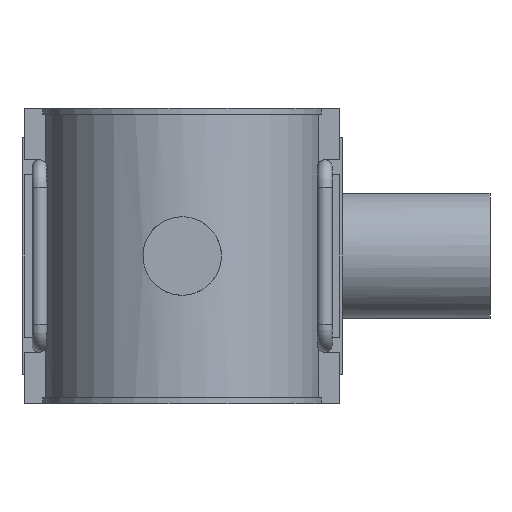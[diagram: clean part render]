
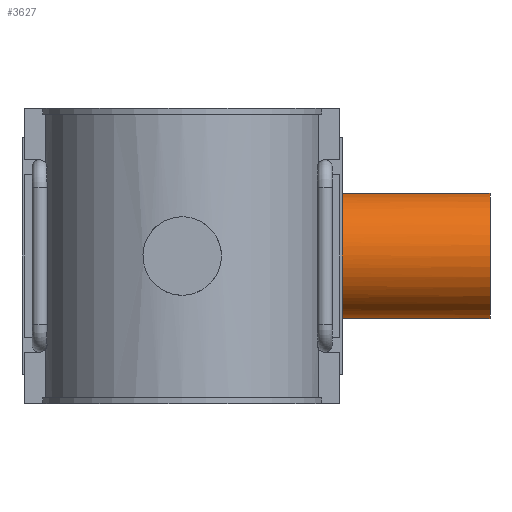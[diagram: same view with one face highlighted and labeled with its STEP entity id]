
A CAD part, front view. The second image highlights one B-rep face of the part: STEP entity #3627.
In plain terms, the highlighted cylindrical face has radius 25 mm (diameter 50 mm), a full revolution.
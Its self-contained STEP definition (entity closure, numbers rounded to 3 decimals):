
#669=FACE_BOUND('',#1115,.T.);
#727=B_SPLINE_CURVE_WITH_KNOTS('',3,(#5397,#5398,#5399,#5400,#5401,#5402,
#5403,#5404,#5405,#5406,#5407,#5408,#5409,#5410,#5411,#5412,#5413,#5414,
#5415,#5416,#5417,#5418,#5419,#5420,#5421,#5422,#5423,#5424,#5425,#5426,
#5427,#5428,#5429,#5430,#5431,#5432,#5433,#5434,#5435,#5436,#5437,#5438,
#5439,#5440,#5441,#5442,#5443,#5444,#5445,#5446,#5447,#5448,#5449,#5450,
#5451,#5452,#5453,#5454,#5455,#5456,#5457,#5458,#5459,#5460,#5461,#5462,
#5463,#5464,#5465,#5466,#5467,#5468,#5469,#5470),.UNSPECIFIED.,.T.,.F.,
(4,2,2,2,2,2,2,2,2,2,2,2,2,2,2,2,2,2,2,2,2,2,2,2,2,2,2,2,2,2,2,2,2,2,2,
2,4),(0.,0.283,0.566,1.132,1.697,
2.263,2.773,3.282,3.791,4.3,
4.81,5.319,5.828,6.337,6.903,
7.469,8.035,8.318,8.601,8.884,
9.166,9.732,10.298,10.864,11.373,
11.882,12.392,12.901,13.41,13.919,
14.429,14.938,15.504,16.07,16.635,
16.918,17.201),.UNSPECIFIED.);
#825=CYLINDRICAL_SURFACE('',#3859,25.);
#883=FACE_OUTER_BOUND('',#1114,.T.);
#1114=EDGE_LOOP('',(#2416));
#1115=EDGE_LOOP('',(#2417));
#1396=CIRCLE('',#3860,25.);
#1527=VERTEX_POINT('',#5394);
#1528=VERTEX_POINT('',#5396);
#1881=EDGE_CURVE('',#1527,#1527,#1396,.T.);
#1882=EDGE_CURVE('',#1528,#1528,#727,.T.);
#2416=ORIENTED_EDGE('',*,*,#1881,.F.);
#2417=ORIENTED_EDGE('',*,*,#1882,.F.);
#3627=ADVANCED_FACE('',(#883,#669),#825,.T.);
#3859=AXIS2_PLACEMENT_3D('',#5393,#4209,#4210);
#3860=AXIS2_PLACEMENT_3D('',#5395,#4211,#4212);
#4209=DIRECTION('center_axis',(1.,0.,0.));
#4210=DIRECTION('ref_axis',(0.,1.,0.));
#4211=DIRECTION('center_axis',(1.,0.,0.));
#4212=DIRECTION('ref_axis',(0.,0.,-1.));
#5393=CARTESIAN_POINT('Origin',(61.5,109.,0.));
#5394=CARTESIAN_POINT('',(123.,134.,0.));
#5395=CARTESIAN_POINT('Origin',(123.,109.,0.));
#5396=CARTESIAN_POINT('',(9.586,109.,-25.));
#5397=CARTESIAN_POINT('Ctrl Pts',(9.586,109.,-25.));
#5398=CARTESIAN_POINT('Ctrl Pts',(9.586,108.057,-25.));
#5399=CARTESIAN_POINT('Ctrl Pts',(9.725,107.169,-24.948));
#5400=CARTESIAN_POINT('Ctrl Pts',(10.185,105.463,-24.763));
#5401=CARTESIAN_POINT('Ctrl Pts',(10.506,104.645,-24.631));
#5402=CARTESIAN_POINT('Ctrl Pts',(11.639,102.252,-24.127));
#5403=CARTESIAN_POINT('Ctrl Pts',(12.614,100.738,-23.649));
#5404=CARTESIAN_POINT('Ctrl Pts',(14.711,97.794,-22.405));
#5405=CARTESIAN_POINT('Ctrl Pts',(15.833,96.377,-21.639));
#5406=CARTESIAN_POINT('Ctrl Pts',(18.034,93.707,-19.842));
#5407=CARTESIAN_POINT('Ctrl Pts',(19.114,92.455,-18.81));
#5408=CARTESIAN_POINT('Ctrl Pts',(21.006,90.303,-16.658));
#5409=CARTESIAN_POINT('Ctrl Pts',(21.894,89.313,-15.489));
#5410=CARTESIAN_POINT('Ctrl Pts',(23.52,87.519,-12.886));
#5411=CARTESIAN_POINT('Ctrl Pts',(24.258,86.715,-11.452));
#5412=CARTESIAN_POINT('Ctrl Pts',(25.479,85.392,-8.393));
#5413=CARTESIAN_POINT('Ctrl Pts',(25.963,84.872,-6.764));
#5414=CARTESIAN_POINT('Ctrl Pts',(26.611,84.176,-3.416));
#5415=CARTESIAN_POINT('Ctrl Pts',(26.775,84.,-1.698));
#5416=CARTESIAN_POINT('Ctrl Pts',(26.775,84.,1.698));
#5417=CARTESIAN_POINT('Ctrl Pts',(26.611,84.176,3.416));
#5418=CARTESIAN_POINT('Ctrl Pts',(25.963,84.872,6.764));
#5419=CARTESIAN_POINT('Ctrl Pts',(25.479,85.392,8.393));
#5420=CARTESIAN_POINT('Ctrl Pts',(24.258,86.715,11.452));
#5421=CARTESIAN_POINT('Ctrl Pts',(23.52,87.519,12.886));
#5422=CARTESIAN_POINT('Ctrl Pts',(21.894,89.313,15.489));
#5423=CARTESIAN_POINT('Ctrl Pts',(21.006,90.303,16.658));
#5424=CARTESIAN_POINT('Ctrl Pts',(19.114,92.455,18.81));
#5425=CARTESIAN_POINT('Ctrl Pts',(18.034,93.707,19.842));
#5426=CARTESIAN_POINT('Ctrl Pts',(15.833,96.377,21.639));
#5427=CARTESIAN_POINT('Ctrl Pts',(14.711,97.794,22.405));
#5428=CARTESIAN_POINT('Ctrl Pts',(12.614,100.738,23.649));
#5429=CARTESIAN_POINT('Ctrl Pts',(11.639,102.252,24.127));
#5430=CARTESIAN_POINT('Ctrl Pts',(10.506,104.645,24.631));
#5431=CARTESIAN_POINT('Ctrl Pts',(10.185,105.463,24.763));
#5432=CARTESIAN_POINT('Ctrl Pts',(9.725,107.169,24.948));
#5433=CARTESIAN_POINT('Ctrl Pts',(9.586,108.057,25.));
#5434=CARTESIAN_POINT('Ctrl Pts',(9.586,109.943,25.));
#5435=CARTESIAN_POINT('Ctrl Pts',(9.725,110.831,24.948));
#5436=CARTESIAN_POINT('Ctrl Pts',(10.185,112.537,24.763));
#5437=CARTESIAN_POINT('Ctrl Pts',(10.506,113.355,24.631));
#5438=CARTESIAN_POINT('Ctrl Pts',(11.639,115.748,24.127));
#5439=CARTESIAN_POINT('Ctrl Pts',(12.614,117.262,23.649));
#5440=CARTESIAN_POINT('Ctrl Pts',(14.711,120.206,22.405));
#5441=CARTESIAN_POINT('Ctrl Pts',(15.833,121.623,21.639));
#5442=CARTESIAN_POINT('Ctrl Pts',(18.034,124.293,19.842));
#5443=CARTESIAN_POINT('Ctrl Pts',(19.114,125.545,18.81));
#5444=CARTESIAN_POINT('Ctrl Pts',(21.006,127.697,16.658));
#5445=CARTESIAN_POINT('Ctrl Pts',(21.894,128.687,15.489));
#5446=CARTESIAN_POINT('Ctrl Pts',(23.52,130.481,12.886));
#5447=CARTESIAN_POINT('Ctrl Pts',(24.258,131.285,11.452));
#5448=CARTESIAN_POINT('Ctrl Pts',(25.479,132.608,8.393));
#5449=CARTESIAN_POINT('Ctrl Pts',(25.963,133.128,6.764));
#5450=CARTESIAN_POINT('Ctrl Pts',(26.611,133.824,3.416));
#5451=CARTESIAN_POINT('Ctrl Pts',(26.775,134.,1.698));
#5452=CARTESIAN_POINT('Ctrl Pts',(26.775,134.,-1.698));
#5453=CARTESIAN_POINT('Ctrl Pts',(26.611,133.824,-3.416));
#5454=CARTESIAN_POINT('Ctrl Pts',(25.963,133.128,-6.764));
#5455=CARTESIAN_POINT('Ctrl Pts',(25.479,132.608,-8.393));
#5456=CARTESIAN_POINT('Ctrl Pts',(24.258,131.285,-11.452));
#5457=CARTESIAN_POINT('Ctrl Pts',(23.52,130.481,-12.886));
#5458=CARTESIAN_POINT('Ctrl Pts',(21.894,128.687,-15.489));
#5459=CARTESIAN_POINT('Ctrl Pts',(21.006,127.697,-16.658));
#5460=CARTESIAN_POINT('Ctrl Pts',(19.114,125.545,-18.81));
#5461=CARTESIAN_POINT('Ctrl Pts',(18.034,124.293,-19.842));
#5462=CARTESIAN_POINT('Ctrl Pts',(15.833,121.623,-21.639));
#5463=CARTESIAN_POINT('Ctrl Pts',(14.711,120.206,-22.405));
#5464=CARTESIAN_POINT('Ctrl Pts',(12.614,117.262,-23.649));
#5465=CARTESIAN_POINT('Ctrl Pts',(11.639,115.748,-24.127));
#5466=CARTESIAN_POINT('Ctrl Pts',(10.506,113.355,-24.631));
#5467=CARTESIAN_POINT('Ctrl Pts',(10.185,112.537,-24.763));
#5468=CARTESIAN_POINT('Ctrl Pts',(9.725,110.831,-24.948));
#5469=CARTESIAN_POINT('Ctrl Pts',(9.586,109.943,-25.));
#5470=CARTESIAN_POINT('Ctrl Pts',(9.586,109.,-25.));
